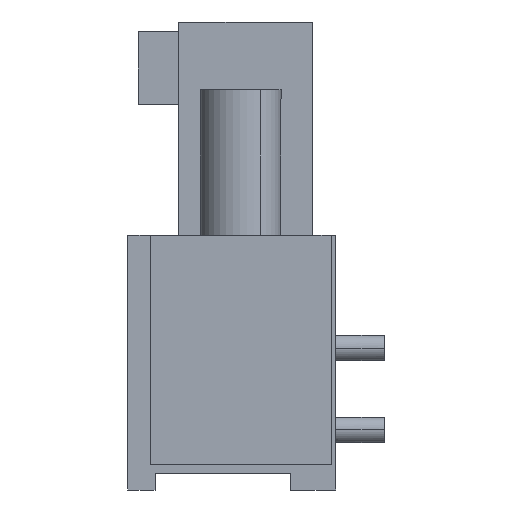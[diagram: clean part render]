
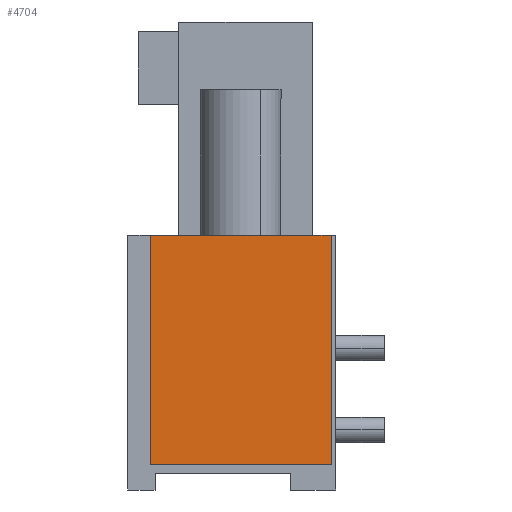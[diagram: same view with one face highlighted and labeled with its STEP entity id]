
A CAD part, left-side view. The second image highlights one B-rep face of the part: STEP entity #4704.
In plain terms, the highlighted planar face has unit normal (-1, 0, 0).
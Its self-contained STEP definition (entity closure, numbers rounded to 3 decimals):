
#877=CARTESIAN_POINT('Vertex',(0.,7.25,7.9)) ;
#880=CARTESIAN_POINT('Line Origine',(0.,4.45,7.9)) ;
#884=CARTESIAN_POINT('Vertex',(0.,1.65,7.9)) ;
#1897=CARTESIAN_POINT('Vertex',(0.,1.65,0.8)) ;
#1900=CARTESIAN_POINT('Line Origine',(0.,1.65,4.35)) ;
#1917=CARTESIAN_POINT('Line Origine',(0.,4.45,0.8)) ;
#1921=CARTESIAN_POINT('Vertex',(0.,7.25,0.8)) ;
#1959=CARTESIAN_POINT('Line Origine',(0.,7.25,4.35)) ;
#4693=CARTESIAN_POINT('Axis2P3D Location',(0.,7.25,7.9)) ;
#881=DIRECTION('Vector Direction',(0.,-1.,0.)) ;
#1901=DIRECTION('Vector Direction',(0.,0.,-1.)) ;
#1918=DIRECTION('Vector Direction',(0.,-1.,0.)) ;
#1960=DIRECTION('Vector Direction',(0.,0.,-1.)) ;
#4694=DIRECTION('Axis2P3D Direction',(1.,0.,0.)) ;
#4695=DIRECTION('Axis2P3D XDirection',(0.,-1.,0.)) ;
#4696=AXIS2_PLACEMENT_3D('Plane Axis2P3D',#4693,#4694,#4695) ;
#4699=ORIENTED_EDGE('',*,*,#1923,.T.) ;
#4700=ORIENTED_EDGE('',*,*,#1904,.F.) ;
#4701=ORIENTED_EDGE('',*,*,#886,.F.) ;
#4702=ORIENTED_EDGE('',*,*,#1963,.T.) ;
#882=VECTOR('Line Direction',#881,1.) ;
#1902=VECTOR('Line Direction',#1901,1.) ;
#1919=VECTOR('Line Direction',#1918,1.) ;
#1961=VECTOR('Line Direction',#1960,1.) ;
#4704=ADVANCED_FACE('HOUSING',(#4703),#4697,.F.) ;
#886=EDGE_CURVE('',#878,#885,#883,.T.) ;
#1904=EDGE_CURVE('',#885,#1898,#1903,.T.) ;
#1923=EDGE_CURVE('',#1922,#1898,#1920,.T.) ;
#1963=EDGE_CURVE('',#878,#1922,#1962,.T.) ;
#4698=EDGE_LOOP('',(#4699,#4700,#4701,#4702)) ;
#4703=FACE_OUTER_BOUND('',#4698,.T.) ;
#883=LINE('Line',#880,#882) ;
#1903=LINE('Line',#1900,#1902) ;
#1920=LINE('Line',#1917,#1919) ;
#1962=LINE('Line',#1959,#1961) ;
#4697=PLANE('',#4696) ;
#878=VERTEX_POINT('',#877) ;
#885=VERTEX_POINT('',#884) ;
#1898=VERTEX_POINT('',#1897) ;
#1922=VERTEX_POINT('',#1921) ;
